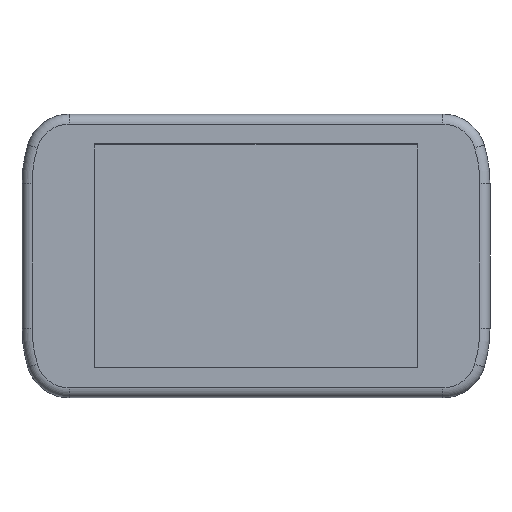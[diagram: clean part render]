
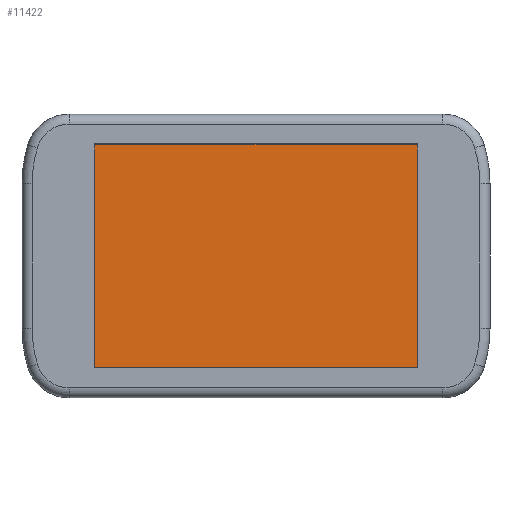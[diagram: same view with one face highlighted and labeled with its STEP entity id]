
A CAD part, top view. The second image highlights one B-rep face of the part: STEP entity #11422.
In plain terms, the highlighted face is planar.
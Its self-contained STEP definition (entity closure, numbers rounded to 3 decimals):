
#1426=LINE('',#21192,#2142);
#1429=LINE('',#21197,#2145);
#1431=LINE('',#21201,#2147);
#1432=LINE('',#21203,#2148);
#2142=VECTOR('',#15629,10.);
#2145=VECTOR('',#15634,10.);
#2147=VECTOR('',#15638,10.);
#2148=VECTOR('',#15641,10.);
#2510=PLANE('',#12722);
#3084=FACE_OUTER_BOUND('',#3827,.T.);
#3827=EDGE_LOOP('',(#9950,#9951,#9952,#9953));
#5410=VERTEX_POINT('',#21189);
#5411=VERTEX_POINT('',#21191);
#5412=VERTEX_POINT('',#21195);
#5413=VERTEX_POINT('',#21199);
#6970=EDGE_CURVE('',#5410,#5411,#1426,.T.);
#6973=EDGE_CURVE('',#5412,#5410,#1429,.T.);
#6975=EDGE_CURVE('',#5413,#5412,#1431,.T.);
#6976=EDGE_CURVE('',#5411,#5413,#1432,.T.);
#9950=ORIENTED_EDGE('',*,*,#6976,.F.);
#9951=ORIENTED_EDGE('',*,*,#6970,.F.);
#9952=ORIENTED_EDGE('',*,*,#6973,.F.);
#9953=ORIENTED_EDGE('',*,*,#6975,.F.);
#11422=ADVANCED_FACE('',(#3084),#2510,.F.);
#12722=AXIS2_PLACEMENT_3D('',#21204,#15642,#15643);
#15629=DIRECTION('',(0.,-1.,0.));
#15634=DIRECTION('',(-1.,0.,0.));
#15638=DIRECTION('',(0.,1.,0.));
#15641=DIRECTION('',(1.,0.,0.));
#15642=DIRECTION('center_axis',(0.,0.,1.));
#15643=DIRECTION('ref_axis',(1.,0.,0.));
#21189=CARTESIAN_POINT('',(-24.5,17.,-2.));
#21191=CARTESIAN_POINT('',(-24.5,-17.,-2.));
#21192=CARTESIAN_POINT('',(-24.5,17.,-2.));
#21195=CARTESIAN_POINT('',(24.5,17.,-2.));
#21197=CARTESIAN_POINT('',(24.5,17.,-2.));
#21199=CARTESIAN_POINT('',(24.5,-17.,-2.));
#21201=CARTESIAN_POINT('',(24.5,-17.,-2.));
#21203=CARTESIAN_POINT('',(-24.5,-17.,-2.));
#21204=CARTESIAN_POINT('Origin',(0.,0.,-2.));
